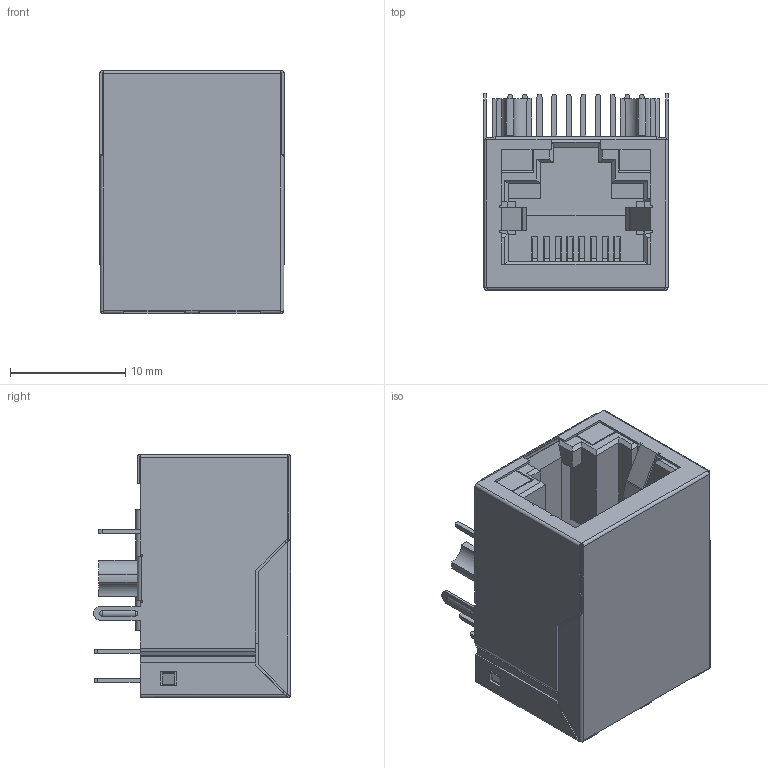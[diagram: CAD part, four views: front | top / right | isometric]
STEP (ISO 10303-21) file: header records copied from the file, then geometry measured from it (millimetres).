
FILE_DESCRIPTION((''),'2;1');
FILE_NAME('DGKYD111Q070AC2A1D_ASM','2023-01-13T15:45:30',('Administrator'),(''),'CREO PARAMETRIC BY PTC INC, 2019010','CREO PARAMETRIC BY PTC INC, 2019010','');
FILE_SCHEMA(('CONFIG_CONTROL_DESIGN'));
Length unit declared in the file: millimetre
Products named in the file (1): DGKYD111Q070AC2A1D_ASM
Bounding box: 16.14 x 17.1 x 21.1 mm (x, y, z)
Volume: 2074.9 mm3; surface area: 6988.3 mm2
Topology: 1 solids, 1 shells, 1349 faces, 4012 edges, 2589 vertices
Faces by surface type: plane 1083, cylinder 198, extrusion 64, sphere 4
Entity records: 47468 total; most frequent: CARTESIAN_POINT 11014, ORIENTED_EDGE 8024, DIRECTION 7024, EDGE_CURVE 4012, VECTOR 3294, LINE 3230, VERTEX_POINT 2589, AXIS2_PLACEMENT_3D 1865
